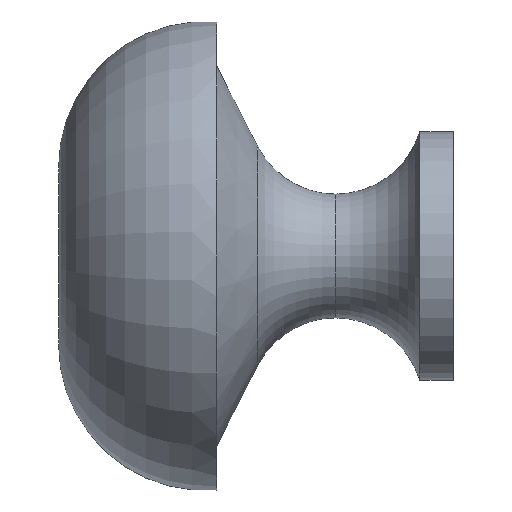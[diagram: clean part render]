
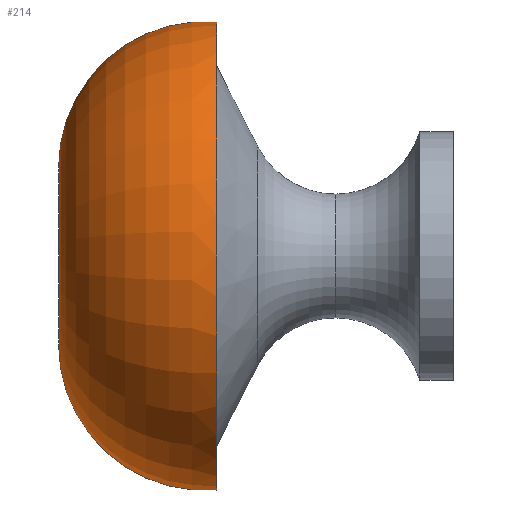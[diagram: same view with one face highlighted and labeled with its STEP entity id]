
A CAD part, left-side view. The second image highlights one B-rep face of the part: STEP entity #214.
In plain terms, the highlighted toroidal (fillet/blend) face has major radius 6.032 mm and minor radius 10 mm.
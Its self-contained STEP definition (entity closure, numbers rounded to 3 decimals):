
#1 = DIRECTION ( 'NONE',  ( 0., 0., 1. ) ) ;
#10 = EDGE_CURVE ( 'NONE', #393, #495, #318, .T. ) ;
#36 = DIRECTION ( 'NONE',  ( 0., 0., -1. ) ) ;
#38 = EDGE_CURVE ( 'NONE', #377, #258, #71, .T. ) ;
#57 = DIRECTION ( 'NONE',  ( 0., 0., 1. ) ) ;
#58 = DIRECTION ( 'NONE',  ( -1., 0., 0. ) ) ;
#59 = EDGE_CURVE ( 'NONE', #258, #495, #101, .T. ) ;
#60 = DIRECTION ( 'NONE',  ( 0., 1., 0. ) ) ;
#71 = CIRCLE ( 'NONE', #421, 16. ) ;
#78 = EDGE_LOOP ( 'NONE', ( #314, #156, #375, #324 ) ) ;
#84 = CARTESIAN_POINT ( 'NONE',  ( 0., 27., -6.032 ) ) ;
#91 = DIRECTION ( 'NONE',  ( 0., 1., 0. ) ) ;
#92 = CARTESIAN_POINT ( 'NONE',  ( 0., 16.2, -16. ) ) ;
#95 = AXIS2_PLACEMENT_3D ( 'NONE', #199, #357, #1 ) ;
#101 = CIRCLE ( 'NONE', #400, 10. ) ;
#119 = CIRCLE ( 'NONE', #345, 10. ) ;
#139 = CARTESIAN_POINT ( 'NONE',  ( 0., 16.2, 0. ) ) ;
#147 = EDGE_CURVE ( 'NONE', #377, #393, #119, .T. ) ;
#152 = CARTESIAN_POINT ( 'NONE',  ( 0., 17., 0. ) ) ;
#156 = ORIENTED_EDGE ( 'NONE', *, *, #38, .T. ) ;
#199 = CARTESIAN_POINT ( 'NONE',  ( 0., 27., 0. ) ) ;
#214 = ADVANCED_FACE ( 'NONE', ( #224 ), #294, .T. ) ;
#218 = DIRECTION ( 'NONE',  ( 0., 0., 1. ) ) ;
#220 = DIRECTION ( 'NONE',  ( 0., 0., 1. ) ) ;
#224 = FACE_OUTER_BOUND ( 'NONE', #78, .T. ) ;
#258 = VERTEX_POINT ( 'NONE', #463 ) ;
#294 = TOROIDAL_SURFACE ( 'NONE', #365, 6.032, 10. ) ;
#314 = ORIENTED_EDGE ( 'NONE', *, *, #147, .F. ) ;
#318 = CIRCLE ( 'NONE', #95, 6.032 ) ;
#319 = CARTESIAN_POINT ( 'NONE',  ( 0., 27., 6.032 ) ) ;
#324 = ORIENTED_EDGE ( 'NONE', *, *, #10, .F. ) ;
#345 = AXIS2_PLACEMENT_3D ( 'NONE', #461, #380, #36 ) ;
#357 = DIRECTION ( 'NONE',  ( 0., 1., 0. ) ) ;
#365 = AXIS2_PLACEMENT_3D ( 'NONE', #152, #60, #220 ) ;
#375 = ORIENTED_EDGE ( 'NONE', *, *, #59, .T. ) ;
#377 = VERTEX_POINT ( 'NONE', #92 ) ;
#380 = DIRECTION ( 'NONE',  ( 1., 0., 0. ) ) ;
#393 = VERTEX_POINT ( 'NONE', #84 ) ;
#400 = AXIS2_PLACEMENT_3D ( 'NONE', #408, #58, #218 ) ;
#408 = CARTESIAN_POINT ( 'NONE',  ( 0., 17., 6.032 ) ) ;
#421 = AXIS2_PLACEMENT_3D ( 'NONE', #139, #91, #57 ) ;
#461 = CARTESIAN_POINT ( 'NONE',  ( 0., 17., -6.032 ) ) ;
#463 = CARTESIAN_POINT ( 'NONE',  ( 0., 16.2, 16. ) ) ;
#495 = VERTEX_POINT ( 'NONE', #319 ) ;
